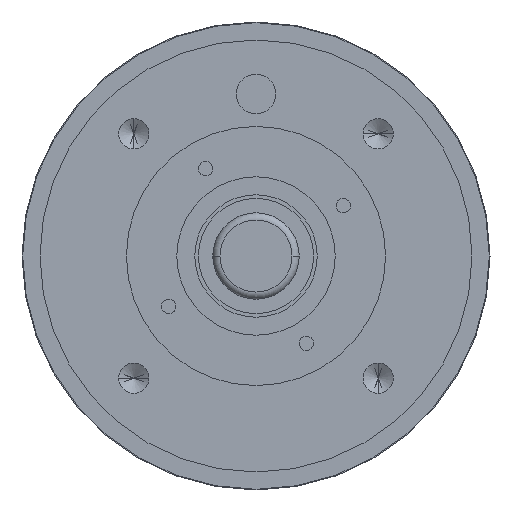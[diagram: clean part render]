
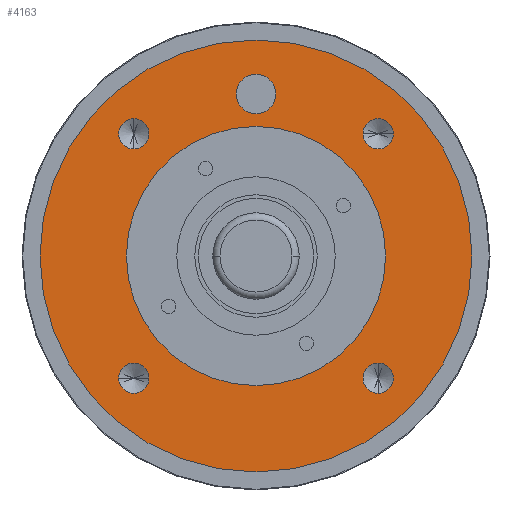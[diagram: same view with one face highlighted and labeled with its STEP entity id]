
A CAD part, left-side view. The second image highlights one B-rep face of the part: STEP entity #4163.
In plain terms, the highlighted planar face has unit normal (-1, 0, 0).
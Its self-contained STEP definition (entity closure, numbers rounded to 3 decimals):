
#71=CARTESIAN_POINT('',(0.,0.,0.));
#72=DIRECTION('',(-1.,0.,0.));
#73=DIRECTION('',(0.,1.,0.));
#74=AXIS2_PLACEMENT_3D('',#71,#72,#73);
#80=CARTESIAN_POINT('',(0.,0.,0.));
#81=DIRECTION('',(1.,0.,0.));
#82=DIRECTION('',(0.,1.,0.));
#83=AXIS2_PLACEMENT_3D('',#80,#81,#82);
#88=CARTESIAN_POINT('',(0.,16.971,-16.971));
#89=DIRECTION('',(-1.,0.,0.));
#90=DIRECTION('',(0.,1.,0.));
#91=AXIS2_PLACEMENT_3D('',#88,#89,#90);
#96=CARTESIAN_POINT('',(0.,16.971,-16.971));
#97=DIRECTION('',(-1.,0.,0.));
#98=DIRECTION('',(0.,-1.,0.));
#99=AXIS2_PLACEMENT_3D('',#96,#97,#98);
#104=CARTESIAN_POINT('',(0.,16.971,16.971));
#105=DIRECTION('',(-1.,0.,0.));
#106=DIRECTION('',(0.,0.,1.));
#107=AXIS2_PLACEMENT_3D('',#104,#105,#106);
#112=CARTESIAN_POINT('',(0.,16.971,16.971));
#113=DIRECTION('',(-1.,0.,0.));
#114=DIRECTION('',(0.,0.,-1.));
#115=AXIS2_PLACEMENT_3D('',#112,#113,#114);
#120=CARTESIAN_POINT('',(0.,-16.971,16.971));
#121=DIRECTION('',(-1.,0.,0.));
#122=DIRECTION('',(0.,-1.,0.));
#123=AXIS2_PLACEMENT_3D('',#120,#121,#122);
#128=CARTESIAN_POINT('',(0.,-16.971,16.971));
#129=DIRECTION('',(-1.,0.,0.));
#130=DIRECTION('',(0.,1.,0.));
#131=AXIS2_PLACEMENT_3D('',#128,#129,#130);
#136=CARTESIAN_POINT('',(0.,-16.971,-16.971));
#137=DIRECTION('',(-1.,0.,0.));
#138=DIRECTION('',(0.,0.,-1.));
#139=AXIS2_PLACEMENT_3D('',#136,#137,#138);
#144=CARTESIAN_POINT('',(0.,-16.971,-16.971));
#145=DIRECTION('',(-1.,0.,0.));
#146=DIRECTION('',(0.,0.,1.));
#147=AXIS2_PLACEMENT_3D('',#144,#145,#146);
#152=CARTESIAN_POINT('',(0.,0.,22.5));
#153=DIRECTION('',(1.,0.,0.));
#154=DIRECTION('',(0.,1.,0.));
#155=AXIS2_PLACEMENT_3D('',#152,#153,#154);
#160=CARTESIAN_POINT('',(0.,0.,22.5));
#161=DIRECTION('',(1.,0.,0.));
#162=DIRECTION('',(0.,-1.,0.));
#163=AXIS2_PLACEMENT_3D('',#160,#161,#162);
#2856=CARTESIAN_POINT('',(0.,0.,0.));
#2857=DIRECTION('',(1.,0.,0.));
#2858=DIRECTION('',(0.,1.,0.));
#2859=AXIS2_PLACEMENT_3D('',#2856,#2857,#2858);
#2878=CARTESIAN_POINT('',(0.,0.,0.));
#2879=DIRECTION('',(-1.,0.,0.));
#2880=DIRECTION('',(0.,1.,0.));
#2881=AXIS2_PLACEMENT_3D('',#2878,#2879,#2880);
#3508=CARTESIAN_POINT('',(0.,18.,0.));
#3510=VERTEX_POINT('',#3508);
#3548=CARTESIAN_POINT('',(0.,-18.,0.));
#3550=VERTEX_POINT('',#3548);
#3616=CARTESIAN_POINT('',(0.,2.75,22.5));
#3617=CARTESIAN_POINT('',(0.,-2.75,22.5));
#3618=VERTEX_POINT('',#3616);
#3619=VERTEX_POINT('',#3617);
#3797=CARTESIAN_POINT('',(0.,30.,0.));
#3799=VERTEX_POINT('',#3797);
#3801=CARTESIAN_POINT('',(0.,-30.,0.));
#3803=VERTEX_POINT('',#3801);
#3804=CARTESIAN_POINT('',(0.,19.071,-16.971));
#3805=CARTESIAN_POINT('',(0.,14.871,-16.971));
#3806=VERTEX_POINT('',#3804);
#3807=VERTEX_POINT('',#3805);
#3808=CARTESIAN_POINT('',(0.,16.971,19.071));
#3809=CARTESIAN_POINT('',(0.,16.971,14.871));
#3810=VERTEX_POINT('',#3808);
#3811=VERTEX_POINT('',#3809);
#3812=CARTESIAN_POINT('',(0.,-19.071,16.971));
#3813=CARTESIAN_POINT('',(0.,-14.871,16.971));
#3814=VERTEX_POINT('',#3812);
#3815=VERTEX_POINT('',#3813);
#3816=CARTESIAN_POINT('',(0.,-16.971,-19.071));
#3817=CARTESIAN_POINT('',(0.,-16.971,-14.871));
#3818=VERTEX_POINT('',#3816);
#3819=VERTEX_POINT('',#3817);
#4116=CARTESIAN_POINT('',(0.,0.,0.));
#4117=DIRECTION('',(1.,0.,0.));
#4118=DIRECTION('',(0.,-1.,0.));
#4119=AXIS2_PLACEMENT_3D('',#4116,#4117,#4118);
#4120=PLANE('',#4119);
#4122=ORIENTED_EDGE('',*,*,#4121,.F.);
#4124=ORIENTED_EDGE('',*,*,#4123,.T.);
#4125=EDGE_LOOP('',(#4122,#4124));
#4126=FACE_OUTER_BOUND('',#4125,.F.);
#4128=ORIENTED_EDGE('',*,*,#4127,.F.);
#4130=ORIENTED_EDGE('',*,*,#4129,.T.);
#4131=EDGE_LOOP('',(#4128,#4130));
#4132=FACE_BOUND('',#4131,.F.);
#4134=ORIENTED_EDGE('',*,*,#4133,.T.);
#4136=ORIENTED_EDGE('',*,*,#4135,.T.);
#4137=EDGE_LOOP('',(#4134,#4136));
#4138=FACE_BOUND('',#4137,.F.);
#4140=ORIENTED_EDGE('',*,*,#4139,.T.);
#4142=ORIENTED_EDGE('',*,*,#4141,.T.);
#4143=EDGE_LOOP('',(#4140,#4142));
#4144=FACE_BOUND('',#4143,.F.);
#4146=ORIENTED_EDGE('',*,*,#4145,.T.);
#4148=ORIENTED_EDGE('',*,*,#4147,.T.);
#4149=EDGE_LOOP('',(#4146,#4148));
#4150=FACE_BOUND('',#4149,.F.);
#4152=ORIENTED_EDGE('',*,*,#4151,.T.);
#4154=ORIENTED_EDGE('',*,*,#4153,.T.);
#4155=EDGE_LOOP('',(#4152,#4154));
#4156=FACE_BOUND('',#4155,.F.);
#4158=ORIENTED_EDGE('',*,*,#4157,.F.);
#4160=ORIENTED_EDGE('',*,*,#4159,.F.);
#4161=EDGE_LOOP('',(#4158,#4160));
#4162=FACE_BOUND('',#4161,.F.);
#4163=ADVANCED_FACE('',(#4126,#4132,#4138,#4144,#4150,#4156,#4162),#4120,.F.);
#75=CIRCLE('',#74,30.);
#84=CIRCLE('',#83,30.);
#92=CIRCLE('',#91,2.1);
#100=CIRCLE('',#99,2.1);
#108=CIRCLE('',#107,2.1);
#116=CIRCLE('',#115,2.1);
#124=CIRCLE('',#123,2.1);
#132=CIRCLE('',#131,2.1);
#140=CIRCLE('',#139,2.1);
#148=CIRCLE('',#147,2.1);
#156=CIRCLE('',#155,2.75);
#164=CIRCLE('',#163,2.75);
#2860=CIRCLE('',#2859,18.);
#2882=CIRCLE('',#2881,18.);
#4121=EDGE_CURVE('',#3799,#3803,#75,.T.);
#4123=EDGE_CURVE('',#3799,#3803,#84,.T.);
#4127=EDGE_CURVE('',#3510,#3550,#2860,.T.);
#4129=EDGE_CURVE('',#3510,#3550,#2882,.T.);
#4133=EDGE_CURVE('',#3806,#3807,#92,.T.);
#4135=EDGE_CURVE('',#3807,#3806,#100,.T.);
#4139=EDGE_CURVE('',#3810,#3811,#108,.T.);
#4141=EDGE_CURVE('',#3811,#3810,#116,.T.);
#4145=EDGE_CURVE('',#3814,#3815,#124,.T.);
#4147=EDGE_CURVE('',#3815,#3814,#132,.T.);
#4151=EDGE_CURVE('',#3818,#3819,#140,.T.);
#4153=EDGE_CURVE('',#3819,#3818,#148,.T.);
#4157=EDGE_CURVE('',#3618,#3619,#156,.T.);
#4159=EDGE_CURVE('',#3619,#3618,#164,.T.);
